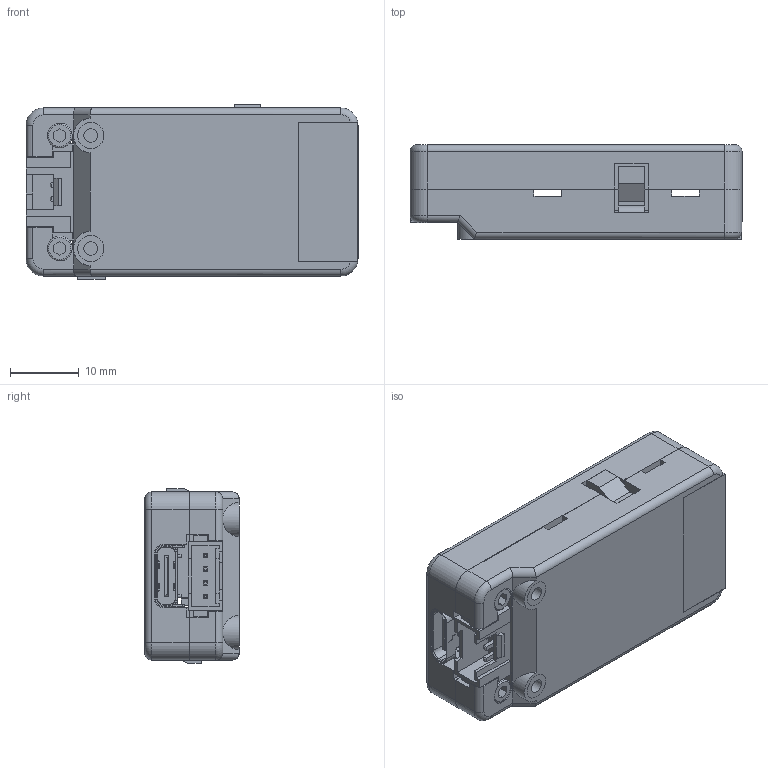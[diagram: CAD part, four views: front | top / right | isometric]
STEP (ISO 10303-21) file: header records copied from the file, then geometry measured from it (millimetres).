
FILE_DESCRIPTION(/* description */ (''),/* implementation_level */ '2;1');
FILE_NAME(/* name */ 'M5StickC.step',/* time_stamp */ '2020-05-31T23:09:54+09:00',/* author */ (''),/* organization */ (''),/* preprocessor_version */ 'ST-DEVELOPER v18.1',/* originating_system */ 'Autodesk Translation Framework v9.3.0.1241',/* authorisation */ '');
FILE_SCHEMA (('AUTOMOTIVE_DESIGN { 1 0 10303 214 3 1 1 }'));
Length unit declared in the file: millimetre
Products named in the file (12): M5StickC; M5StickC v14; HRO_TYPE-C-31-M-12 v2; HRO_TYPE-C-31-M-12; ConPins; PcbPins; Mold; Frame; Grove socket v7; M2 cap screw 8mm v3; M2 cap screw 8mm v3 (1); pinsocket_8 v2
Assembly tree (11 placements, depth 5):
  M5StickC
    M5StickC v14
      HRO_TYPE-C-31-M-12 v2
        HRO_TYPE-C-31-M-12
          ConPins
          PcbPins
          Mold
          Frame
      Grove socket v7
      M2 cap screw 8mm v3
      M2 cap screw 8mm v3 (1)
      pinsocket_8 v2
Bounding box: 48.2 x 13.7 x 25.4 mm (x, y, z)
Volume: 8242.2 mm3; surface area: 9377.3 mm2
Topology: 14 solids, 14 shells, 975 faces, 2467 edges, 1512 vertices
Faces by surface type: plane 687, cylinder 212, torus 36, sphere 32, cone 8
Full cylindrical faces by diameter (mm): 0.5 x2, 1.933 x2, 2 x2, 3.6 x2
Entity records: 28936 total; most frequent: CARTESIAN_POINT 4986, DIRECTION 4917, ORIENTED_EDGE 4866, EDGE_CURVE 2433, LINE 1931, VECTOR 1931, VERTEX_POINT 1512, AXIS2_PLACEMENT_3D 1493
